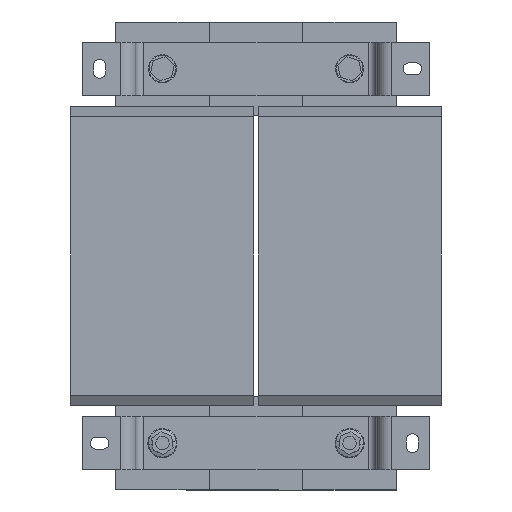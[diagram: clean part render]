
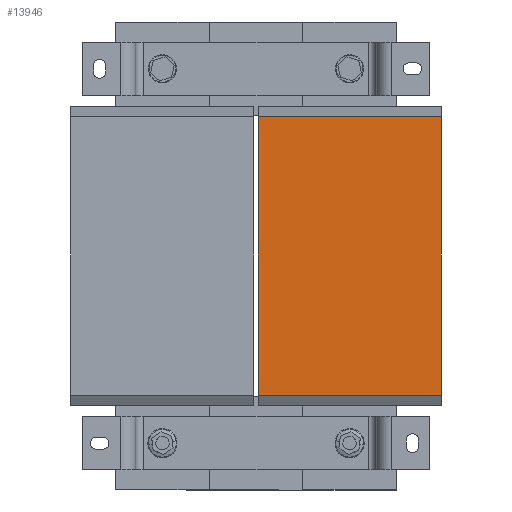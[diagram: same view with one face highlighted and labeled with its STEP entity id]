
A CAD part, front view. The second image highlights one B-rep face of the part: STEP entity #13946.
In plain terms, the highlighted planar face has unit normal (0, -1, 0).
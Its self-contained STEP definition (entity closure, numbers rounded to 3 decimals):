
#336 = LINE ( 'NONE', #18449, #8381 ) ;
#2527 = CARTESIAN_POINT ( 'NONE',  ( 1.5, -75.25, -104. ) ) ;
#3366 = EDGE_LOOP ( 'NONE', ( #10205, #14261, #23776, #14522 ) ) ;
#3802 = EDGE_CURVE ( 'Defeature ausgef�hrt2_39+Defeature ausgef�hrt2_45+Defeature ausgef�hrt2_38+Defeature ausgef�hrt2_40', #17223, #21968, #336, .T. ) ;
#5233 = CARTESIAN_POINT ( 'NONE',  ( 1.5, -75.25, 102.7 ) ) ;
#5301 = DIRECTION ( 'NONE',  ( 1., 0., 0. ) ) ;
#5387 = PLANE ( 'NONE',  #6373 ) ;
#5875 = VERTEX_POINT ( 'NONE', #9929 ) ;
#6373 = AXIS2_PLACEMENT_3D ( 'NONE', #5233, #18878, #20540 ) ;
#6782 = FACE_OUTER_BOUND ( 'NONE', #3366, .T. ) ;
#7223 = VERTEX_POINT ( 'NONE', #18156 ) ;
#7325 = LINE ( 'NONE', #15621, #14810 ) ;
#8381 = VECTOR ( 'NONE', #16678, 1000. ) ;
#9285 = LINE ( 'NONE', #2527, #23942 ) ;
#9574 = VECTOR ( 'NONE', #5301, 1000. ) ;
#9843 = CARTESIAN_POINT ( 'NONE',  ( 138.5, -75.25, -104. ) ) ;
#9929 = CARTESIAN_POINT ( 'NONE',  ( 1.5, -75.25, 104. ) ) ;
#10205 = ORIENTED_EDGE ( 'NONE', *, *, #3802, .T. ) ;
#11916 = EDGE_CURVE ( 'Defeature ausgef�hrt2_39+Defeature ausgef�hrt2_38+Defeature ausgef�hrt2_44+Defeature ausgef�hrt2_45', #7223, #17223, #7325, .T. ) ;
#13700 = DIRECTION ( 'NONE',  ( 0., 0., 1. ) ) ;
#13946 = ADVANCED_FACE ( 'Defeature ausgef�hrt2_39', ( #6782 ), #5387, .F. ) ;
#14261 = ORIENTED_EDGE ( 'NONE', *, *, #20309, .F. ) ;
#14522 = ORIENTED_EDGE ( 'NONE', *, *, #11916, .T. ) ;
#14810 = VECTOR ( 'NONE', #19475, 1000. ) ;
#15621 = CARTESIAN_POINT ( 'NONE',  ( 1.5, -75.25, -104. ) ) ;
#16678 = DIRECTION ( 'NONE',  ( 0., 0., 1. ) ) ;
#17223 = VERTEX_POINT ( 'NONE', #9843 ) ;
#18156 = CARTESIAN_POINT ( 'NONE',  ( 1.5, -75.25, -104. ) ) ;
#18449 = CARTESIAN_POINT ( 'NONE',  ( 138.5, -75.25, 102.7 ) ) ;
#18878 = DIRECTION ( 'NONE',  ( 0., 1., 0. ) ) ;
#19475 = DIRECTION ( 'NONE',  ( 1., 0., 0. ) ) ;
#20309 = EDGE_CURVE ( 'Defeature ausgef�hrt2_40+Defeature ausgef�hrt2_39+Defeature ausgef�hrt2_44+Defeature ausgef�hrt2_45', #5875, #21968, #20653, .T. ) ;
#20540 = DIRECTION ( 'NONE',  ( 1., 0., 0. ) ) ;
#20653 = LINE ( 'NONE', #24452, #9574 ) ;
#21968 = VERTEX_POINT ( 'NONE', #23792 ) ;
#23776 = ORIENTED_EDGE ( 'NONE', *, *, #24414, .F. ) ;
#23792 = CARTESIAN_POINT ( 'NONE',  ( 138.5, -75.25, 104. ) ) ;
#23942 = VECTOR ( 'NONE', #13700, 1000. ) ;
#24414 = EDGE_CURVE ( 'Defeature ausgef�hrt2_44+Defeature ausgef�hrt2_39+Defeature ausgef�hrt2_38+Defeature ausgef�hrt2_40', #7223, #5875, #9285, .T. ) ;
#24452 = CARTESIAN_POINT ( 'NONE',  ( 1.5, -75.25, 104. ) ) ;
